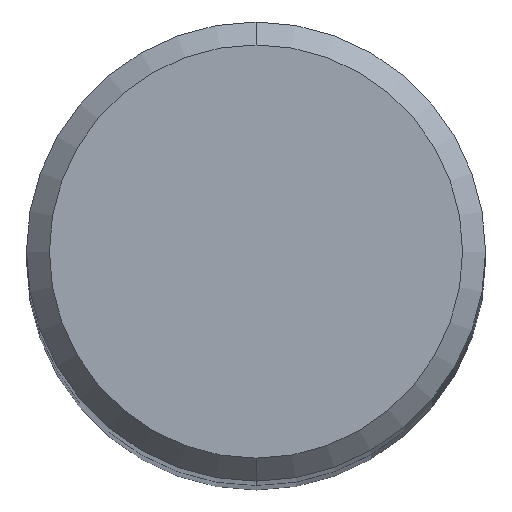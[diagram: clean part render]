
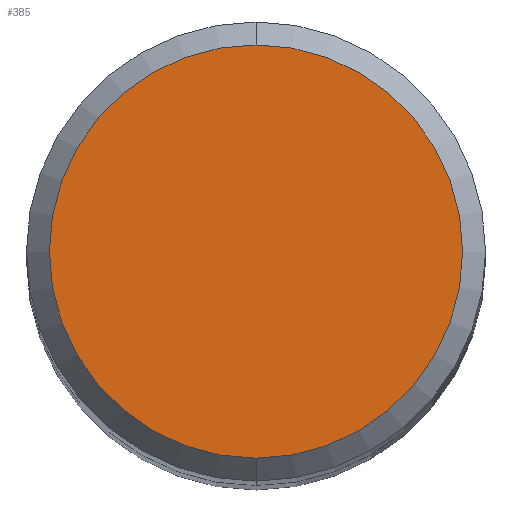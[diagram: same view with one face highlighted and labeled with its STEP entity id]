
A CAD part, top view. The second image highlights one B-rep face of the part: STEP entity #385.
In plain terms, the highlighted planar face has unit normal (0, 0, 1).
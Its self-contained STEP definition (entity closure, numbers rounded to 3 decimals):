
#163=EDGE_CURVE('',#321,#401,#439,.T.);
#221=EDGE_CURVE('',#401,#321,#508,.T.);
#321=VERTEX_POINT('',#615);
#385=ADVANCED_FACE('',(#684),#685,.T.);
#401=VERTEX_POINT('',#702);
#439=CIRCLE('',#733,9.0);
#508=CIRCLE('',#880,9.0);
#615=CARTESIAN_POINT('',(0.,-9.0,0.0));
#684=FACE_OUTER_BOUND('',#1296,.T.);
#685=PLANE('',#1297);
#702=CARTESIAN_POINT('',(0.0,9.0,0.0));
#733=AXIS2_PLACEMENT_3D('',#1486,#1487,#1488);
#880=AXIS2_PLACEMENT_3D('',#1603,#1604,#1605);
#1296=EDGE_LOOP('',(#1774,#1775));
#1297=AXIS2_PLACEMENT_3D('',#1776,#1777,#1778);
#1486=CARTESIAN_POINT('',(0.0,0.0,0.0));
#1487=DIRECTION('',(0.0,0.0,-1.0));
#1488=DIRECTION('',(0.0,1.0,0.0));
#1603=CARTESIAN_POINT('',(0.0,0.0,0.0));
#1604=DIRECTION('',(0.0,0.0,-1.0));
#1605=DIRECTION('',(0.0,1.0,0.0));
#1774=ORIENTED_EDGE('',*,*,#221,.F.);
#1775=ORIENTED_EDGE('',*,*,#163,.F.);
#1776=CARTESIAN_POINT('',(0.0,4.5,0.0));
#1777=DIRECTION('',(-0.0,0.0,1.0));
#1778=DIRECTION('',(0.0,-1.0,0.0));
